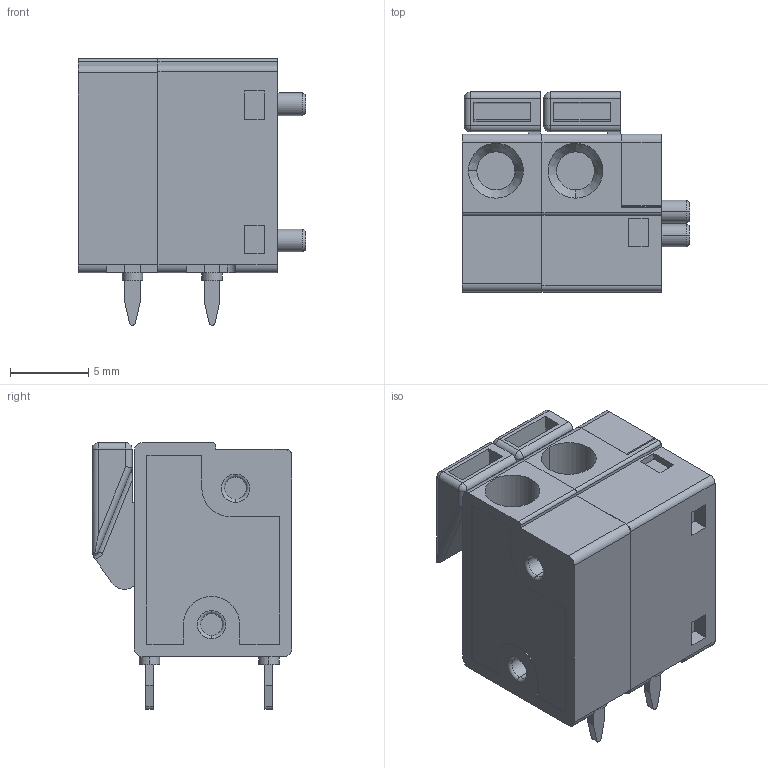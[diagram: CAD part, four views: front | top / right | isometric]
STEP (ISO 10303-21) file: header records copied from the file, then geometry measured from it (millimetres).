
FILE_DESCRIPTION(('Creo Elements/Direct Modeling STEP Export'),'2;1');
FILE_NAME('model.stp','2017-07-19T 8:05:26',(''),(''),'Creo Elements/Direct Modeling STEP processor for AP214 (Solid Model)','Creo Elements/Direct Modeling 18.1I 14-Aug-2016 (C) Parametric Technology GmbH','');
FILE_SCHEMA(('AUTOMOTIVE_DESIGN { 1 0 10303 214 1 1 1 1 }'));
Length unit declared in the file: millimetre
Products named in the file (7): Bohrloch.1.7; Bohrloch.7; Bohrloch; d-ffkds-v-deckel; ffkds-v-7.62-geh-z.z.; ffkds_v_5.08_zz_geh; FFKDSA_V1-5.08
Assembly tree (8 placements, depth 3):
  FFKDSA_V1-5.08
    ffkds_v_5.08_zz_geh
    ffkds-v-7.62-geh-z.z.
    d-ffkds-v-deckel
    Bohrloch
      Bohrloch.7  x2
      Bohrloch.1.7  x2
Bounding box: 14.5 x 12.75 x 17 mm (x, y, z)
Volume: 1621.8 mm3; surface area: 2106.4 mm2
Topology: 7 solids, 7 shells, 298 faces, 754 edges, 487 vertices
Faces by surface type: plane 180, cylinder 90, torus 12, cone 8, bspline 4, sphere 4
Entity records: 11699 total; most frequent: CARTESIAN_POINT 2292, ORIENTED_EDGE 1476, DIRECTION 1369, EDGE_CURVE 738, VECTOR 509, LINE 509, VERTEX_POINT 479, AXIS2_PLACEMENT_3D 430
